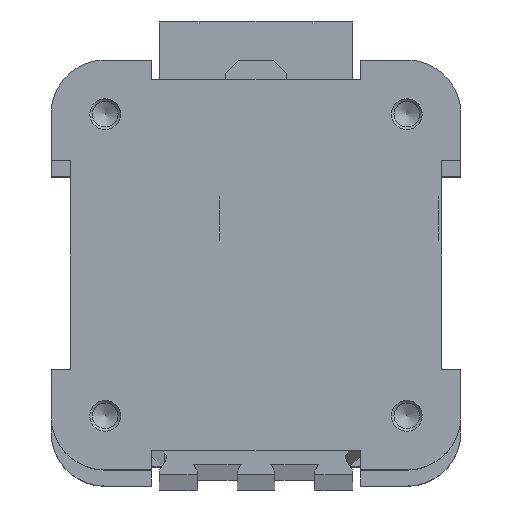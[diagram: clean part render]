
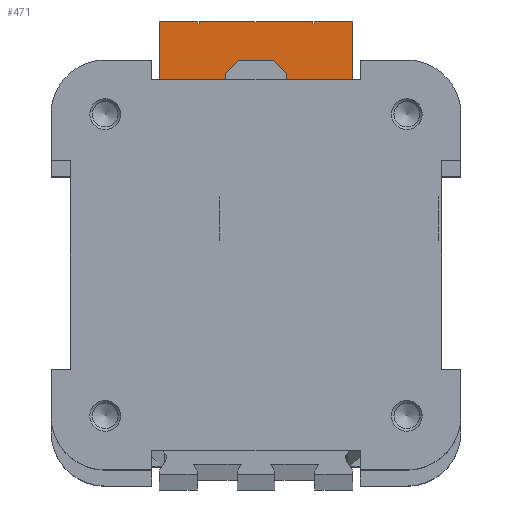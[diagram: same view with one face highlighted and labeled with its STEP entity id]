
A CAD part, top view. The second image highlights one B-rep face of the part: STEP entity #471.
In plain terms, the highlighted planar face has unit normal (0, 0, 1).
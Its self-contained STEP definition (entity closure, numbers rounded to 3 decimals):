
#471 = ADVANCED_FACE( '', ( #1058 ), #1059, .T. );
#1058 = FACE_OUTER_BOUND( '', #1803, .T. );
#1059 = PLANE( '', #1804 );
#1803 = EDGE_LOOP( '', ( #2987, #2988, #2989, #2990, #2991, #2992, #2993, #2994, #2995, #2996, #2997, #2998, #2999, #3000, #3001, #3002 ) );
#1804 = AXIS2_PLACEMENT_3D( '', #3003, #3004, #3005 );
#2987 = ORIENTED_EDGE( '', *, *, #4598, .T. );
#2988 = ORIENTED_EDGE( '', *, *, #4585, .T. );
#2989 = ORIENTED_EDGE( '', *, *, #4733, .T. );
#2990 = ORIENTED_EDGE( '', *, *, #4734, .T. );
#2991 = ORIENTED_EDGE( '', *, *, #4443, .T. );
#2992 = ORIENTED_EDGE( '', *, *, #4355, .T. );
#2993 = ORIENTED_EDGE( '', *, *, #4430, .T. );
#2994 = ORIENTED_EDGE( '', *, *, #4735, .T. );
#2995 = ORIENTED_EDGE( '', *, *, #4736, .T. );
#2996 = ORIENTED_EDGE( '', *, *, #4595, .T. );
#2997 = ORIENTED_EDGE( '', *, *, #4737, .T. );
#2998 = ORIENTED_EDGE( '', *, *, #4738, .T. );
#2999 = ORIENTED_EDGE( '', *, *, #4739, .T. );
#3000 = ORIENTED_EDGE( '', *, *, #4740, .T. );
#3001 = ORIENTED_EDGE( '', *, *, #4741, .T. );
#3002 = ORIENTED_EDGE( '', *, *, #4369, .T. );
#3003 = CARTESIAN_POINT( '', ( 0., 0., 1128. ) );
#3004 = DIRECTION( '', ( 0., 0., 1. ) );
#3005 = DIRECTION( '', ( 1., 0., 0. ) );
#4355 = EDGE_CURVE( '', #5170, #5168, #5171, .T. );
#4369 = EDGE_CURVE( '', #5196, #5194, #5197, .T. );
#4430 = EDGE_CURVE( '', #5168, #5307, #5309, .T. );
#4443 = EDGE_CURVE( '', #5328, #5170, #5331, .T. );
#4585 = EDGE_CURVE( '', #5577, #5578, #5579, .T. );
#4595 = EDGE_CURVE( '', #5594, #5592, #5595, .T. );
#4598 = EDGE_CURVE( '', #5194, #5577, #5598, .T. );
#4733 = EDGE_CURVE( '', #5578, #5803, #5804, .T. );
#4734 = EDGE_CURVE( '', #5803, #5328, #5805, .T. );
#4735 = EDGE_CURVE( '', #5307, #5806, #5807, .T. );
#4736 = EDGE_CURVE( '', #5806, #5594, #5808, .T. );
#4737 = EDGE_CURVE( '', #5592, #5809, #5810, .T. );
#4738 = EDGE_CURVE( '', #5809, #5811, #5812, .T. );
#4739 = EDGE_CURVE( '', #5811, #5813, #5814, .T. );
#4740 = EDGE_CURVE( '', #5813, #5815, #5816, .T. );
#4741 = EDGE_CURVE( '', #5815, #5196, #5817, .T. );
#5168 = VERTEX_POINT( '', #6342 );
#5170 = VERTEX_POINT( '', #6345 );
#5171 = LINE( '', #6346, #6347 );
#5194 = VERTEX_POINT( '', #6380 );
#5196 = VERTEX_POINT( '', #6383 );
#5197 = LINE( '', #6384, #6385 );
#5307 = VERTEX_POINT( '', #6541 );
#5309 = LINE( '', #6544, #6545 );
#5328 = VERTEX_POINT( '', #6571 );
#5331 = LINE( '', #6576, #6577 );
#5577 = VERTEX_POINT( '', #6915 );
#5578 = VERTEX_POINT( '', #6916 );
#5579 = LINE( '', #6917, #6918 );
#5592 = VERTEX_POINT( '', #6937 );
#5594 = VERTEX_POINT( '', #6940 );
#5595 = LINE( '', #6941, #6942 );
#5598 = LINE( '', #6946, #6947 );
#5803 = VERTEX_POINT( '', #7242 );
#5804 = CIRCLE( '', #7243, 31.5 );
#5805 = LINE( '', #7244, #7245 );
#5806 = VERTEX_POINT( '', #7246 );
#5807 = LINE( '', #7247, #7248 );
#5808 = LINE( '', #7249, #7250 );
#5809 = VERTEX_POINT( '', #7251 );
#5810 = LINE( '', #7252, #7253 );
#5811 = VERTEX_POINT( '', #7254 );
#5812 = LINE( '', #7255, #7256 );
#5813 = VERTEX_POINT( '', #7257 );
#5814 = LINE( '', #7258, #7259 );
#5815 = VERTEX_POINT( '', #7260 );
#5816 = LINE( '', #7261, #7262 );
#5817 = LINE( '', #7263, #7264 );
#6342 = CARTESIAN_POINT( '', ( 25., 63., 1128. ) );
#6345 = CARTESIAN_POINT( '', ( 25., 41., 1128. ) );
#6346 = CARTESIAN_POINT( '', ( 25., 41., 1128. ) );
#6347 = VECTOR( '', #7944, 1000. );
#6380 = CARTESIAN_POINT( '', ( -25., 41., 1128. ) );
#6383 = CARTESIAN_POINT( '', ( -25., 63., 1128. ) );
#6384 = CARTESIAN_POINT( '', ( -25., 63., 1128. ) );
#6385 = VECTOR( '', #7956, 1000. );
#6541 = CARTESIAN_POINT( '', ( 15., 63., 1128. ) );
#6544 = CARTESIAN_POINT( '', ( 25., 63., 1128. ) );
#6545 = VECTOR( '', #8022, 1000. );
#6571 = CARTESIAN_POINT( '', ( 4., 41., 1128. ) );
#6576 = CARTESIAN_POINT( '', ( -25., 41., 1128. ) );
#6577 = VECTOR( '', #8035, 1000. );
#6915 = CARTESIAN_POINT( '', ( -4., 41., 1128. ) );
#6916 = CARTESIAN_POINT( '', ( -4., 31.245, 1128. ) );
#6917 = CARTESIAN_POINT( '', ( -4., 42., 1128. ) );
#6918 = VECTOR( '', #8206, 1000. );
#6937 = CARTESIAN_POINT( '', ( 14.5, 63., 1128. ) );
#6940 = CARTESIAN_POINT( '', ( 14.5, 62.5, 1128. ) );
#6941 = CARTESIAN_POINT( '', ( 14.5, 62.5, 1128. ) );
#6942 = VECTOR( '', #8214, 1000. );
#6946 = CARTESIAN_POINT( '', ( -25., 41., 1128. ) );
#6947 = VECTOR( '', #8216, 1000. );
#7242 = CARTESIAN_POINT( '', ( 4., 31.245, 1128. ) );
#7243 = AXIS2_PLACEMENT_3D( '', #8343, #8344, #8345 );
#7244 = CARTESIAN_POINT( '', ( 4., 31.245, 1128. ) );
#7245 = VECTOR( '', #8346, 1000. );
#7246 = CARTESIAN_POINT( '', ( 15., 62.5, 1128. ) );
#7247 = CARTESIAN_POINT( '', ( 15., 63., 1128. ) );
#7248 = VECTOR( '', #8347, 1000. );
#7249 = CARTESIAN_POINT( '', ( 15., 62.5, 1128. ) );
#7250 = VECTOR( '', #8348, 1000. );
#7251 = CARTESIAN_POINT( '', ( -14.5, 63., 1128. ) );
#7252 = CARTESIAN_POINT( '', ( 14.5, 63., 1128. ) );
#7253 = VECTOR( '', #8349, 1000. );
#7254 = CARTESIAN_POINT( '', ( -14.5, 62.5, 1128. ) );
#7255 = CARTESIAN_POINT( '', ( -14.5, 63., 1128. ) );
#7256 = VECTOR( '', #8350, 1000. );
#7257 = CARTESIAN_POINT( '', ( -15., 62.5, 1128. ) );
#7258 = CARTESIAN_POINT( '', ( -14.5, 62.5, 1128. ) );
#7259 = VECTOR( '', #8351, 1000. );
#7260 = CARTESIAN_POINT( '', ( -15., 63., 1128. ) );
#7261 = CARTESIAN_POINT( '', ( -15., 62.5, 1128. ) );
#7262 = VECTOR( '', #8352, 1000. );
#7263 = CARTESIAN_POINT( '', ( -15., 63., 1128. ) );
#7264 = VECTOR( '', #8353, 1000. );
#7944 = DIRECTION( '', ( 0., 1., 0. ) );
#7956 = DIRECTION( '', ( 0., -1., 0. ) );
#8022 = DIRECTION( '', ( -1., 0., 0. ) );
#8035 = DIRECTION( '', ( 1., 0., 0. ) );
#8206 = DIRECTION( '', ( 0., -1., 0. ) );
#8214 = DIRECTION( '', ( 0., 1., 0. ) );
#8216 = DIRECTION( '', ( 1., 0., 0. ) );
#8343 = CARTESIAN_POINT( '', ( 0., 0., 1128. ) );
#8344 = DIRECTION( '', ( 0., 0., 1. ) );
#8345 = DIRECTION( '', ( 1., 0., 0. ) );
#8346 = DIRECTION( '', ( 0., 1., 0. ) );
#8347 = DIRECTION( '', ( 0., -1., 0. ) );
#8348 = DIRECTION( '', ( -1., 0., 0. ) );
#8349 = DIRECTION( '', ( -1., 0., 0. ) );
#8350 = DIRECTION( '', ( 0., -1., 0. ) );
#8351 = DIRECTION( '', ( -1., 0., 0. ) );
#8352 = DIRECTION( '', ( 0., 1., 0. ) );
#8353 = DIRECTION( '', ( -1., 0., 0. ) );
